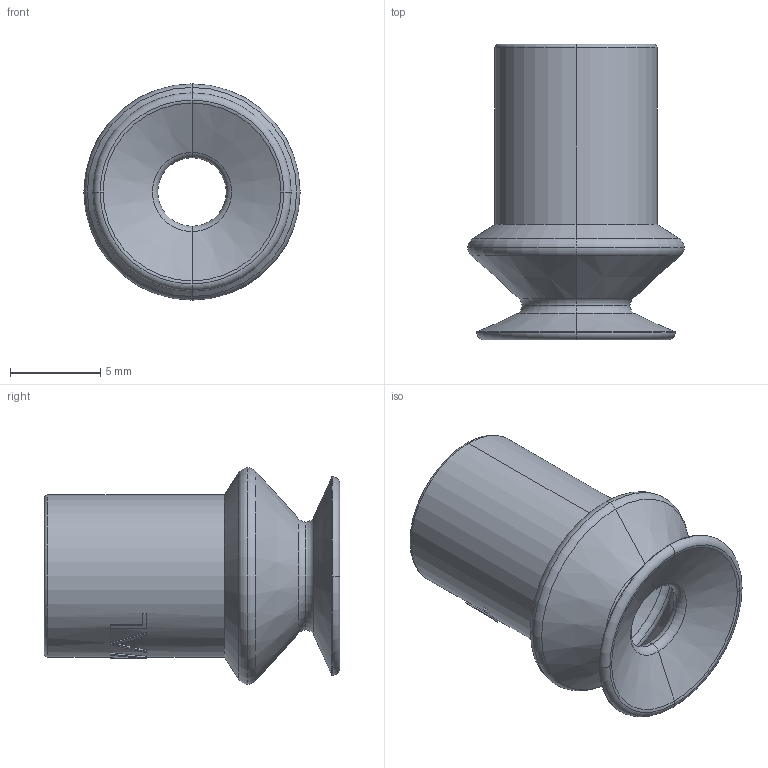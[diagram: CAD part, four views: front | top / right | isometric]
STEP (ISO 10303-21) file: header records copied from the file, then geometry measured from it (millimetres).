
FILE_DESCRIPTION(('STEP AP214'),'1');
FILE_NAME('COVAL_VSAB10NBR.stp','2017-12-27T18:39:40',('TraceParts'),('TraceParts S.A.'),'Spatial InterOp 3D',' ',' ');
FILE_SCHEMA(('automotive_design'));
Length unit declared in the file: millimetre
Products named in the file (1): COVAL_VSAB10NBR
Bounding box: 12 x 16.4 x 12 mm (x, y, z)
Volume: 682.2 mm3; surface area: 1018.4 mm2
Topology: 1 solids, 1 shells, 103 faces, 240 edges, 145 vertices
Faces by surface type: torus 30, bspline 29, plane 16, cylinder 14, cone 14
Entity records: 7425 total; most frequent: CARTESIAN_POINT 4431, ORIENTED_EDGE 480, DIRECTION 400, EDGE_CURVE 240, AXIS2_PLACEMENT_3D 183, VERTEX_POINT 145, EDGE_LOOP 111, CIRCLE 108
